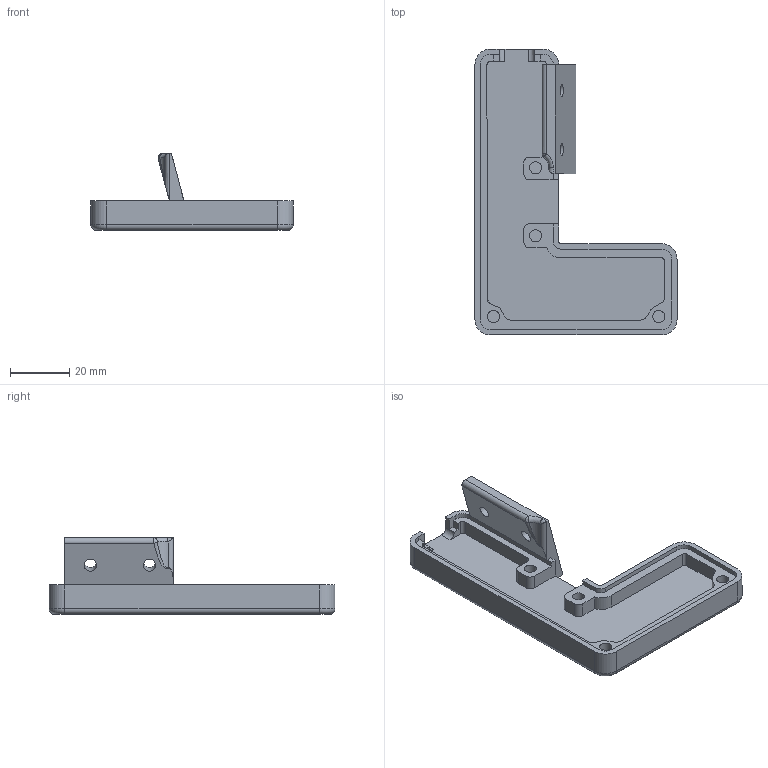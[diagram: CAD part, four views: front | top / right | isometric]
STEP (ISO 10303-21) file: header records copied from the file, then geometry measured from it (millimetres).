
FILE_DESCRIPTION(('FreeCAD Model'),'2;1');
FILE_NAME('Open CASCADE Shape Model','2024-12-28T12:35:17',(''),(''), 'Open CASCADE STEP processor 7.6','FreeCAD','Unknown');
FILE_SCHEMA(('AUTOMOTIVE_DESIGN { 1 0 10303 214 1 1 1 1 }'));
Length unit declared in the file: millimetre
Products named in the file (1): Right Thumb Case
Bounding box: 68.35 x 96.66 x 26 mm (x, y, z)
Volume: 25195.8 mm3; surface area: 14737 mm2
Topology: 1 solids, 1 shells, 111 faces, 299 edges, 193 vertices
Faces by surface type: plane 55, cylinder 46, torus 8, bspline 2
Full cylindrical faces by diameter (mm): 4.1 x4, 4.2 x2
Entity records: 4270 total; most frequent: CARTESIAN_POINT 1391, DIRECTION 610, ORIENTED_EDGE 596, EDGE_CURVE 298, AXIS2_PLACEMENT_3D 211, VERTEX_POINT 193, LINE 188, VECTOR 188
